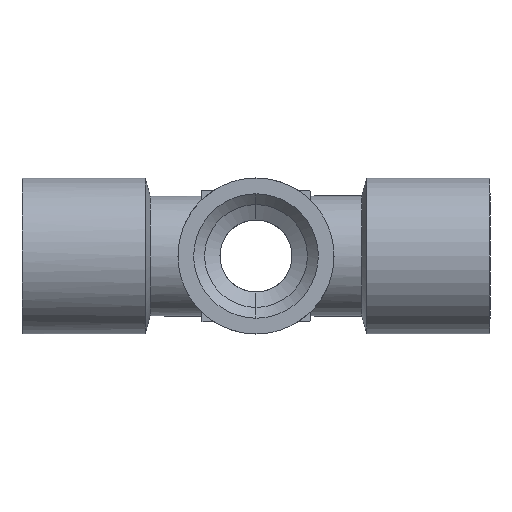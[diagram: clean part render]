
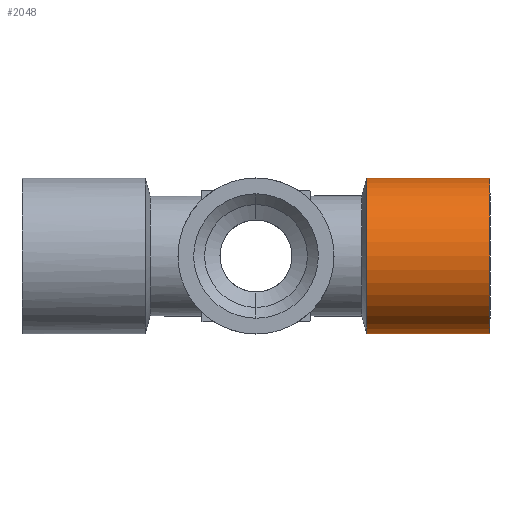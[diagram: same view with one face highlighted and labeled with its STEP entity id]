
A CAD part, left-side view. The second image highlights one B-rep face of the part: STEP entity #2048.
In plain terms, the highlighted cylindrical face has radius 6.5 mm (diameter 13 mm), a partial arc.
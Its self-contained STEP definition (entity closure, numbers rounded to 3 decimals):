
#123 = CIRCLE ( 'NONE', #2566, 6.5 ) ;
#442 = DIRECTION ( 'NONE',  ( 0., 1., 0. ) ) ;
#448 = ORIENTED_EDGE ( 'NONE', *, *, #2218, .T. ) ;
#455 = AXIS2_PLACEMENT_3D ( 'NONE', #2395, #2107, #625 ) ;
#625 = DIRECTION ( 'NONE',  ( 0., 0., 1. ) ) ;
#791 = ORIENTED_EDGE ( 'NONE', *, *, #2341, .T. ) ;
#979 = CARTESIAN_POINT ( 'NONE',  ( -6.5, 13.763, 0. ) ) ;
#991 = VERTEX_POINT ( 'NONE', #2117 ) ;
#1019 = CARTESIAN_POINT ( 'NONE',  ( 0., 3.5, 6.5 ) ) ;
#1051 = AXIS2_PLACEMENT_3D ( 'NONE', #1742, #3259, #2055 ) ;
#1315 = DIRECTION ( 'NONE',  ( 0., 1., 0. ) ) ;
#1322 = CARTESIAN_POINT ( 'NONE',  ( 0., 3.5, -6.5 ) ) ;
#1558 = EDGE_CURVE ( 'NONE', #3149, #3536, #2974, .T. ) ;
#1565 = DIRECTION ( 'NONE',  ( 0., 1., 0. ) ) ;
#1609 = ORIENTED_EDGE ( 'NONE', *, *, #2759, .F. ) ;
#1742 = CARTESIAN_POINT ( 'NONE',  ( 0., 3.5, 0. ) ) ;
#1780 = CARTESIAN_POINT ( 'NONE',  ( 0., 13.763, 6.5 ) ) ;
#1863 = DIRECTION ( 'NONE',  ( 0., 0., 1. ) ) ;
#1874 = LINE ( 'NONE', #2175, #2871 ) ;
#2048 = ADVANCED_FACE ( 'NONE', ( #2249 ), #2161, .T. ) ;
#2055 = DIRECTION ( 'NONE',  ( 0., 0., 1. ) ) ;
#2107 = DIRECTION ( 'NONE',  ( 0., -1., 0. ) ) ;
#2117 = CARTESIAN_POINT ( 'NONE',  ( 0., 3.5, -6.5 ) ) ;
#2161 = CYLINDRICAL_SURFACE ( 'NONE', #1051, 6.5 ) ;
#2175 = CARTESIAN_POINT ( 'NONE',  ( 0., 3.5, 6.5 ) ) ;
#2218 = EDGE_CURVE ( 'NONE', #2436, #3149, #1874, .T. ) ;
#2249 = FACE_OUTER_BOUND ( 'NONE', #3731, .T. ) ;
#2341 = EDGE_CURVE ( 'NONE', #3536, #3496, #3560, .T. ) ;
#2359 = AXIS2_PLACEMENT_3D ( 'NONE', #3682, #2458, #1863 ) ;
#2395 = CARTESIAN_POINT ( 'NONE',  ( 0., 13.763, 0. ) ) ;
#2415 = EDGE_CURVE ( 'NONE', #991, #2436, #123, .T. ) ;
#2436 = VERTEX_POINT ( 'NONE', #1019 ) ;
#2458 = DIRECTION ( 'NONE',  ( 0., -1., 0. ) ) ;
#2540 = DIRECTION ( 'NONE',  ( 0., 0., 1. ) ) ;
#2566 = AXIS2_PLACEMENT_3D ( 'NONE', #3091, #1315, #2540 ) ;
#2571 = VECTOR ( 'NONE', #442, 1000. ) ;
#2759 = EDGE_CURVE ( 'NONE', #991, #3496, #2990, .T. ) ;
#2781 = CARTESIAN_POINT ( 'NONE',  ( 0., 13.763, -6.5 ) ) ;
#2871 = VECTOR ( 'NONE', #1565, 1000. ) ;
#2930 = ORIENTED_EDGE ( 'NONE', *, *, #2415, .T. ) ;
#2974 = CIRCLE ( 'NONE', #455, 6.5 ) ;
#2990 = LINE ( 'NONE', #1322, #2571 ) ;
#3091 = CARTESIAN_POINT ( 'NONE',  ( 0., 3.5, 0. ) ) ;
#3149 = VERTEX_POINT ( 'NONE', #1780 ) ;
#3259 = DIRECTION ( 'NONE',  ( 0., 1., 0. ) ) ;
#3334 = ORIENTED_EDGE ( 'NONE', *, *, #1558, .T. ) ;
#3496 = VERTEX_POINT ( 'NONE', #2781 ) ;
#3536 = VERTEX_POINT ( 'NONE', #979 ) ;
#3560 = CIRCLE ( 'NONE', #2359, 6.5 ) ;
#3682 = CARTESIAN_POINT ( 'NONE',  ( 0., 13.763, 0. ) ) ;
#3731 = EDGE_LOOP ( 'NONE', ( #1609, #2930, #448, #3334, #791 ) ) ;
